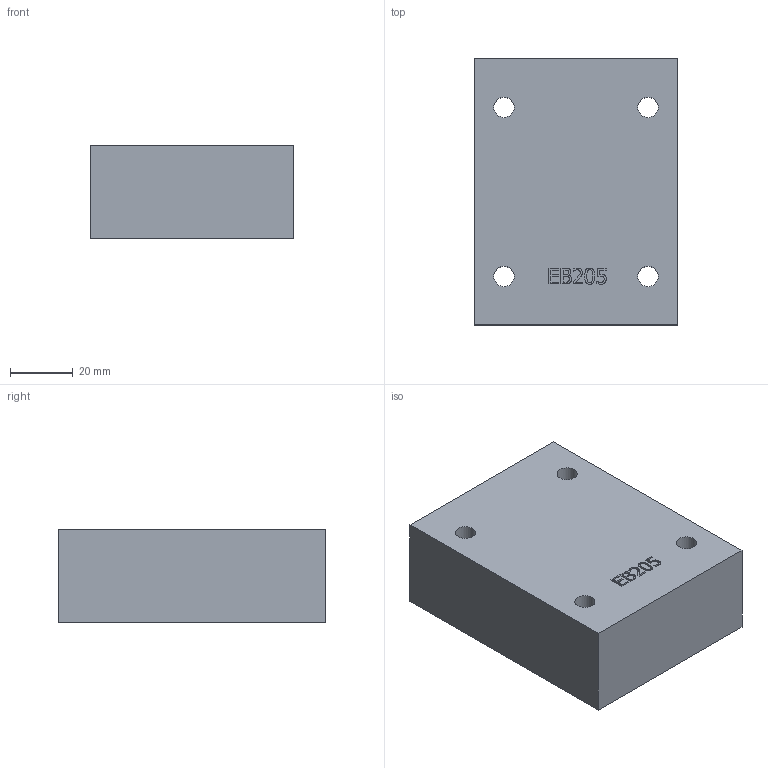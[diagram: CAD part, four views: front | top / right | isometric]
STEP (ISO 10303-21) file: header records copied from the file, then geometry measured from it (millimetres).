
FILE_DESCRIPTION(/* description */ (''),/* implementation_level */ '2;1');
FILE_NAME(/* name */ 'eb205.stp',/* time_stamp */ '2016-05-10T15:29:13+02:00',/* author */ ('Lemoine2'),/* organization */ (''),/* preprocessor_version */ 'ST-DEVELOPER v16.1',/* originating_system */ 'Autodesk Inventor 2016',/* authorisation */ '');
FILE_SCHEMA (('AUTOMOTIVE_DESIGN { 1 0 10303 214 3 1 1 }'));
Length unit declared in the file: millimetre
Products named in the file (1): eb205
Bounding box: 65 x 85 x 30 mm (x, y, z)
Volume: 158869.2 mm3; surface area: 23241.7 mm2
Topology: 1 solids, 1 shells, 123 faces, 319 edges, 216 vertices
Faces by surface type: plane 59, bspline 50, cylinder 14
Full cylindrical faces by diameter (mm): 6.5 x4, 10.5 x5, 15.8 x5
Entity records: 3971 total; most frequent: CARTESIAN_POINT 1275, ORIENTED_EDGE 590, DIRECTION 371, EDGE_CURVE 295, VERTEX_POINT 206, LINE 167, VECTOR 167, EDGE_LOOP 163
